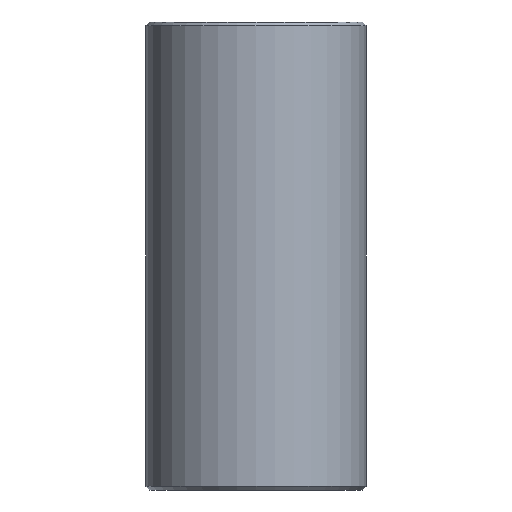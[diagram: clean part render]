
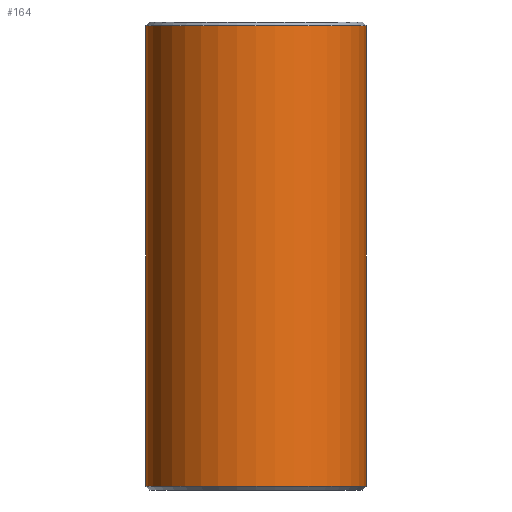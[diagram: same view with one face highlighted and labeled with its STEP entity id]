
A CAD part, front view. The second image highlights one B-rep face of the part: STEP entity #164.
In plain terms, the highlighted cylindrical face has radius 4 mm (diameter 8 mm), a partial arc.
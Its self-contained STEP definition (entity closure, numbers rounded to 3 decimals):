
#11 = VERTEX_POINT ( 'NONE', #85 ) ;
#18 = ORIENTED_EDGE ( 'NONE', *, *, #109, .T. ) ;
#20 = CARTESIAN_POINT ( 'NONE',  ( -4., 0., 8.365 ) ) ;
#29 = VERTEX_POINT ( 'NONE', #20 ) ;
#35 = DIRECTION ( 'NONE',  ( 1., 0., 0. ) ) ;
#42 = AXIS2_PLACEMENT_3D ( 'NONE', #312, #69, #35 ) ;
#47 = EDGE_LOOP ( 'NONE', ( #390, #440, #18, #346 ) ) ;
#69 = DIRECTION ( 'NONE',  ( 0., 0., -1. ) ) ;
#70 = AXIS2_PLACEMENT_3D ( 'NONE', #396, #93, #195 ) ;
#80 = CARTESIAN_POINT ( 'NONE',  ( -4., 0., -8.365 ) ) ;
#85 = CARTESIAN_POINT ( 'NONE',  ( 4., 0., 8.365 ) ) ;
#93 = DIRECTION ( 'NONE',  ( 0., 0., 1. ) ) ;
#109 = EDGE_CURVE ( 'NONE', #247, #11, #299, .T. ) ;
#130 = AXIS2_PLACEMENT_3D ( 'NONE', #232, #160, #302 ) ;
#157 = CIRCLE ( 'NONE', #130, 4. ) ;
#160 = DIRECTION ( 'NONE',  ( 0., 0., 1. ) ) ;
#164 = ADVANCED_FACE ( 'NONE', ( #260 ), #224, .T. ) ;
#177 = EDGE_CURVE ( 'NONE', #392, #247, #157, .T. ) ;
#194 = CIRCLE ( 'NONE', #42, 4. ) ;
#195 = DIRECTION ( 'NONE',  ( 1., 0., 0. ) ) ;
#224 = CYLINDRICAL_SURFACE ( 'NONE', #70, 4. ) ;
#232 = CARTESIAN_POINT ( 'NONE',  ( 0., 0., -8.365 ) ) ;
#247 = VERTEX_POINT ( 'NONE', #269 ) ;
#260 = FACE_OUTER_BOUND ( 'NONE', #47, .T. ) ;
#269 = CARTESIAN_POINT ( 'NONE',  ( 4., 0., -8.365 ) ) ;
#299 = LINE ( 'NONE', #367, #301 ) ;
#301 = VECTOR ( 'NONE', #430, 1000. ) ;
#302 = DIRECTION ( 'NONE',  ( 1., 0., 0. ) ) ;
#312 = CARTESIAN_POINT ( 'NONE',  ( 0., 0., 8.365 ) ) ;
#346 = ORIENTED_EDGE ( 'NONE', *, *, #359, .T. ) ;
#351 = LINE ( 'NONE', #391, #387 ) ;
#353 = DIRECTION ( 'NONE',  ( 0., 0., 1. ) ) ;
#359 = EDGE_CURVE ( 'NONE', #11, #29, #194, .T. ) ;
#367 = CARTESIAN_POINT ( 'NONE',  ( 4., 0., -8.5 ) ) ;
#387 = VECTOR ( 'NONE', #353, 1000. ) ;
#390 = ORIENTED_EDGE ( 'NONE', *, *, #428, .F. ) ;
#391 = CARTESIAN_POINT ( 'NONE',  ( -4., 0., -8.5 ) ) ;
#392 = VERTEX_POINT ( 'NONE', #80 ) ;
#396 = CARTESIAN_POINT ( 'NONE',  ( 0., 0., -8.5 ) ) ;
#428 = EDGE_CURVE ( 'NONE', #392, #29, #351, .T. ) ;
#430 = DIRECTION ( 'NONE',  ( 0., 0., 1. ) ) ;
#440 = ORIENTED_EDGE ( 'NONE', *, *, #177, .T. ) ;
